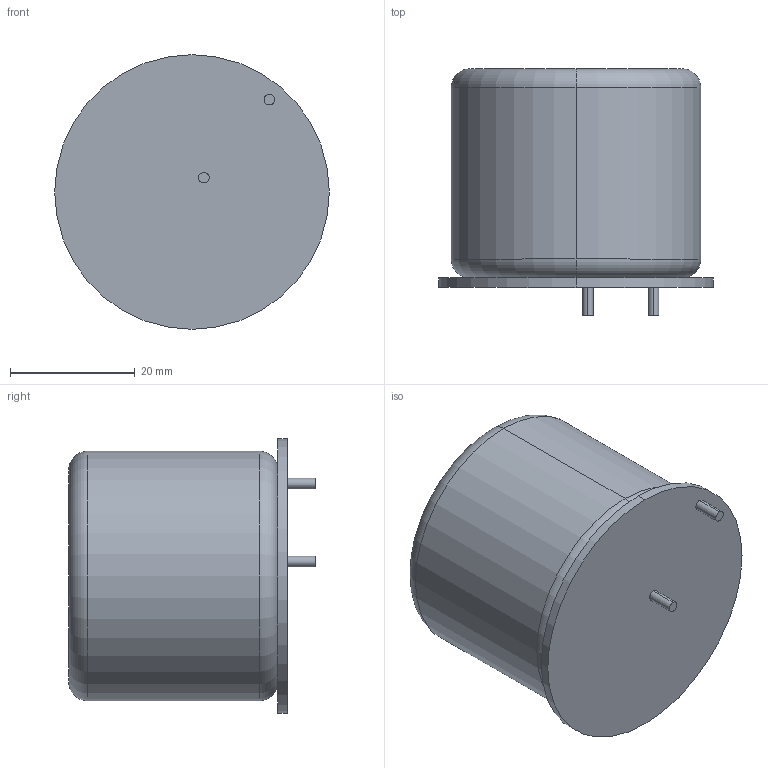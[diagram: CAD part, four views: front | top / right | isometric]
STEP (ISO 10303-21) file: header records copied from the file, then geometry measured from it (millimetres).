
FILE_DESCRIPTION (( 'STEP AP214' ), '1' );
FILE_NAME ('PFCS260-8H.STEP', '2019-03-07T02:53:30', ( '' ), ( '' ), 'SwSTEP 2.0', 'SolidWorks 2018', '' );
FILE_SCHEMA (( 'AUTOMOTIVE_DESIGN' ));
Length unit declared in the file: millimetre
Products named in the file (1): PFCS260-8H
Bounding box: 44 x 39.5 x 44 mm (x, y, z)
Volume: 43929.4 mm3; surface area: 7881.1 mm2
Topology: 3 solids, 3 shells, 19 faces, 32 edges, 20 vertices
Faces by surface type: cylinder 8, plane 7, torus 4
Entity records: 510 total; most frequent: DIRECTION 96, CARTESIAN_POINT 72, ORIENTED_EDGE 64, AXIS2_PLACEMENT_3D 44, EDGE_CURVE 32, CIRCLE 24, VERTEX_POINT 20, EDGE_LOOP 20
